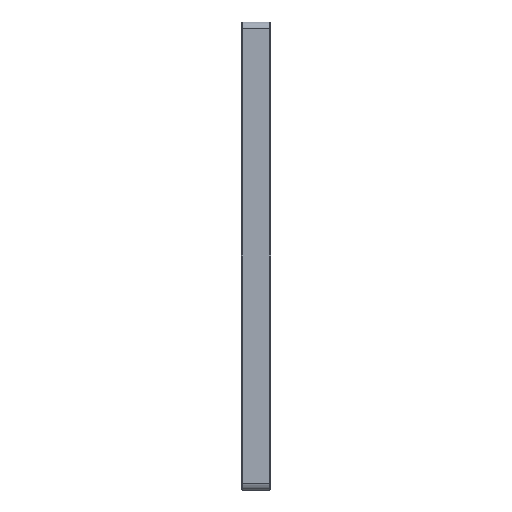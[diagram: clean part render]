
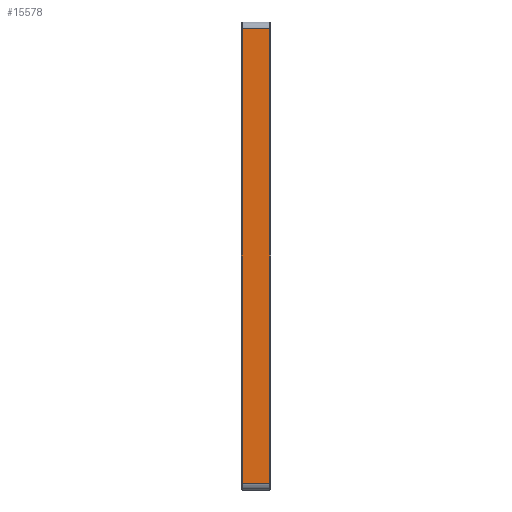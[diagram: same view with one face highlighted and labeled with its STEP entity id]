
A CAD part, left-side view. The second image highlights one B-rep face of the part: STEP entity #15578.
In plain terms, the highlighted planar face has unit normal (-1, 0, 0).
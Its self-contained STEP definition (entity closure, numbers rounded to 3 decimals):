
#563 = EDGE_CURVE ( 'NONE', #11689, #2006, #10038, .T. ) ;
#1154 = CARTESIAN_POINT ( 'NONE',  ( -101.6, 12.7, 98.6 ) ) ;
#1986 = ORIENTED_EDGE ( 'NONE', *, *, #563, .T. ) ;
#2006 = VERTEX_POINT ( 'NONE', #12280 ) ;
#2112 = EDGE_LOOP ( 'NONE', ( #3219, #3283, #10333, #1986 ) ) ;
#2283 = LINE ( 'NONE', #17406, #17019 ) ;
#2918 = DIRECTION ( 'NONE',  ( 1., 0., 0. ) ) ;
#3219 = ORIENTED_EDGE ( 'NONE', *, *, #13262, .T. ) ;
#3283 = ORIENTED_EDGE ( 'NONE', *, *, #5375, .T. ) ;
#5043 = AXIS2_PLACEMENT_3D ( 'NONE', #1154, #2918, #14286 ) ;
#5375 = EDGE_CURVE ( 'NONE', #8380, #14830, #17337, .T. ) ;
#7496 = CARTESIAN_POINT ( 'NONE',  ( -101.6, 0.3, -98.6 ) ) ;
#7811 = CARTESIAN_POINT ( 'NONE',  ( -101.6, 12.7, -98.6 ) ) ;
#7819 = CARTESIAN_POINT ( 'NONE',  ( -101.6, 0.3, 98.6 ) ) ;
#8380 = VERTEX_POINT ( 'NONE', #7496 ) ;
#9320 = DIRECTION ( 'NONE',  ( 0., -1., 0. ) ) ;
#9358 = CARTESIAN_POINT ( 'NONE',  ( -101.6, 12.4, 98.6 ) ) ;
#9396 = PLANE ( 'NONE',  #5043 ) ;
#9559 = DIRECTION ( 'NONE',  ( 0., 0., -1. ) ) ;
#10038 = LINE ( 'NONE', #17654, #14354 ) ;
#10333 = ORIENTED_EDGE ( 'NONE', *, *, #13212, .F. ) ;
#10463 = FACE_OUTER_BOUND ( 'NONE', #2112, .T. ) ;
#11090 = DIRECTION ( 'NONE',  ( 0., 0., 1. ) ) ;
#11689 = VERTEX_POINT ( 'NONE', #9358 ) ;
#12280 = CARTESIAN_POINT ( 'NONE',  ( -101.6, 12.4, -98.6 ) ) ;
#12710 = DIRECTION ( 'NONE',  ( 0., -1., 0. ) ) ;
#13004 = VECTOR ( 'NONE', #11090, 1000. ) ;
#13212 = EDGE_CURVE ( 'NONE', #11689, #14830, #2283, .T. ) ;
#13262 = EDGE_CURVE ( 'NONE', #2006, #8380, #15504, .T. ) ;
#14286 = DIRECTION ( 'NONE',  ( 0., 0., -1. ) ) ;
#14354 = VECTOR ( 'NONE', #9559, 1000. ) ;
#14830 = VERTEX_POINT ( 'NONE', #16593 ) ;
#15504 = LINE ( 'NONE', #7811, #19818 ) ;
#15578 = ADVANCED_FACE ( 'NONE', ( #10463 ), #9396, .F. ) ;
#16593 = CARTESIAN_POINT ( 'NONE',  ( -101.6, 0.3, 98.6 ) ) ;
#17019 = VECTOR ( 'NONE', #9320, 1000. ) ;
#17337 = LINE ( 'NONE', #7819, #13004 ) ;
#17406 = CARTESIAN_POINT ( 'NONE',  ( -101.6, 12.7, 98.6 ) ) ;
#17654 = CARTESIAN_POINT ( 'NONE',  ( -101.6, 12.4, 98.6 ) ) ;
#19818 = VECTOR ( 'NONE', #12710, 1000. ) ;
